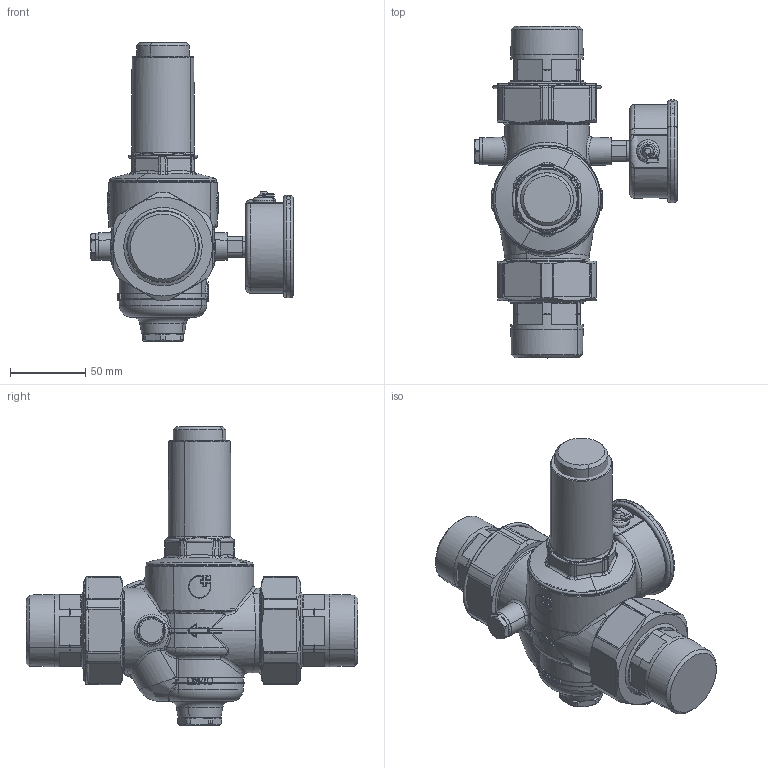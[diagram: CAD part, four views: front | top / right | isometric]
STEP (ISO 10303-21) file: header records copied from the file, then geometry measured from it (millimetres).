
FILE_DESCRIPTION((''),'2;1');
FILE_NAME('_536083AUS_ALLCATPA00_SW0001','2017-03-30T',('sparenzan'),(''),'CREO PARAMETRIC BY PTC INC, 2016050','CREO PARAMETRIC BY PTC INC, 2016050','');
FILE_SCHEMA(('CONFIG_CONTROL_DESIGN'));
Products named in the file (1): _536083AUS_ALLCATPA00_SW0001
Bounding box: 134.48 x 220 x 198 mm (x, y, z)
Surface area: 196326.2 mm2 (no closed solid volume)
Topology: 0 solids, 0 shells, 793 faces, 3953 edges, 3880 vertices
Faces by surface type: bspline 706, torus 76, sphere 11
Entity records: 84020 total; most frequent: CARTESIAN_POINT 51923, DIRECTION 4591, DEFINITIONAL_REPRESENTATION 3810, PCURVE 3810, COMPOSITE_CURVE_SEGMENT 3810, TRIMMED_CURVE 3773, VECTOR 3129, LINE 3129
